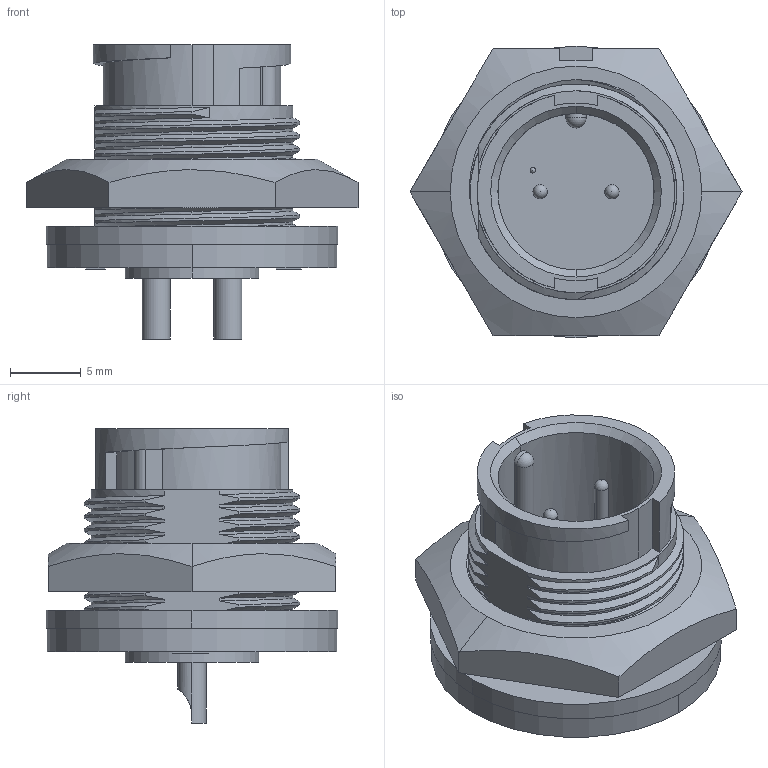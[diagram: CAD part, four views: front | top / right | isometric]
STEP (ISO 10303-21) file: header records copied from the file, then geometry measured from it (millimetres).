
FILE_DESCRIPTION (( 'STEP AP214' ), '1' );
FILE_NAME ('7282-2PG-300.STEP', '2012-08-13T19:28:19', ( 'J0FPBF1' ), ( '' ), 'SwSTEP 2.0', 'SolidWorks 2011', '' );
FILE_SCHEMA (( 'AUTOMOTIVE_DESIGN' ));
Length unit declared in the file: inch
Products named in the file (1): 7282-2PG-300
Bounding box: 23.46 x 20.62 x 20.8 mm (x, y, z)
Volume: 2795.8 mm3; surface area: 2857.3 mm2
Topology: 2 solids, 2 shells, 175 faces, 480 edges, 317 vertices
Faces by surface type: cylinder 76, plane 56, bspline 35, cone 4, sphere 4
Entity records: 12290 total; most frequent: CARTESIAN_POINT 8390, ORIENTED_EDGE 938, DIRECTION 627, EDGE_CURVE 469, VERTEX_POINT 310, VECTOR 217, LINE 217, AXIS2_PLACEMENT_3D 205
